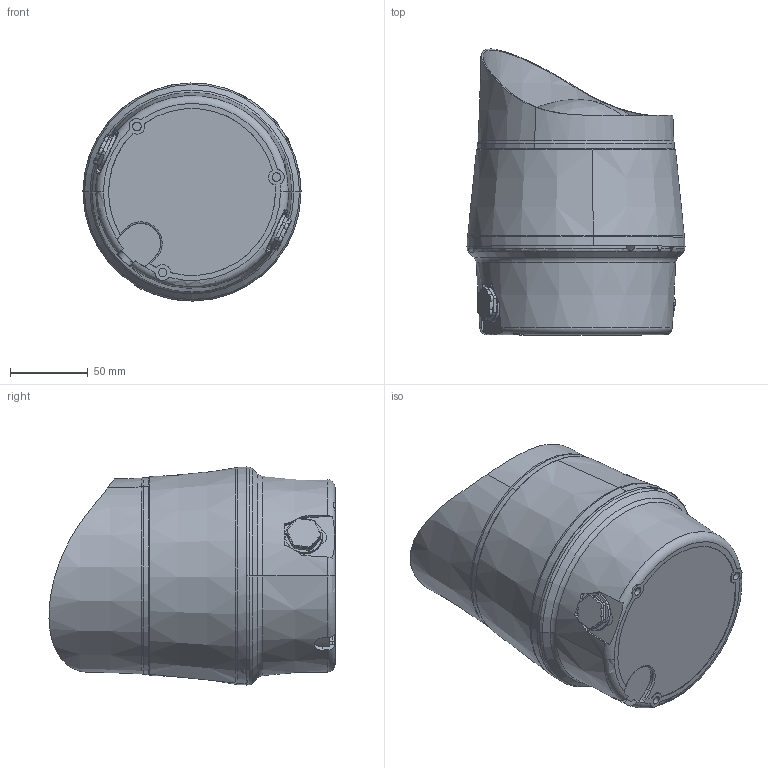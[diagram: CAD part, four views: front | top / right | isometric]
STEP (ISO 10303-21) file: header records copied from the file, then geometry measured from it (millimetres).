
FILE_DESCRIPTION (( 'STEP AP214' ), '1' );
FILE_NAME ('SK0016.STEP', '2016-12-13T11:08:40', ( 'User' ), ( '' ), 'SwSTEP 2.0', 'SolidWorks 2017', '' );
FILE_SCHEMA (( 'AUTOMOTIVE_DESIGN' ));
Length unit declared in the file: millimetre
Products named in the file (1): SK0016
Bounding box: 140 x 183.64 x 140 mm (x, y, z)
Volume: 2039374.6 mm3; surface area: 207816.8 mm2
Topology: 8 solids, 19 shells, 555 faces, 1463 edges, 947 vertices
Faces by surface type: cylinder 161, plane 153, cone 118, bspline 91, torus 30, sphere 2
Entity records: 27445 total; most frequent: CARTESIAN_POINT 8335, ORIENTED_EDGE 2914, DIRECTION 2467, EDGE_CURVE 1457, AXIS2_PLACEMENT_3D 1017, VERTEX_POINT 947, EDGE_LOOP 596, UNCERTAINTY_MEASURE_WITH_UNIT 565
